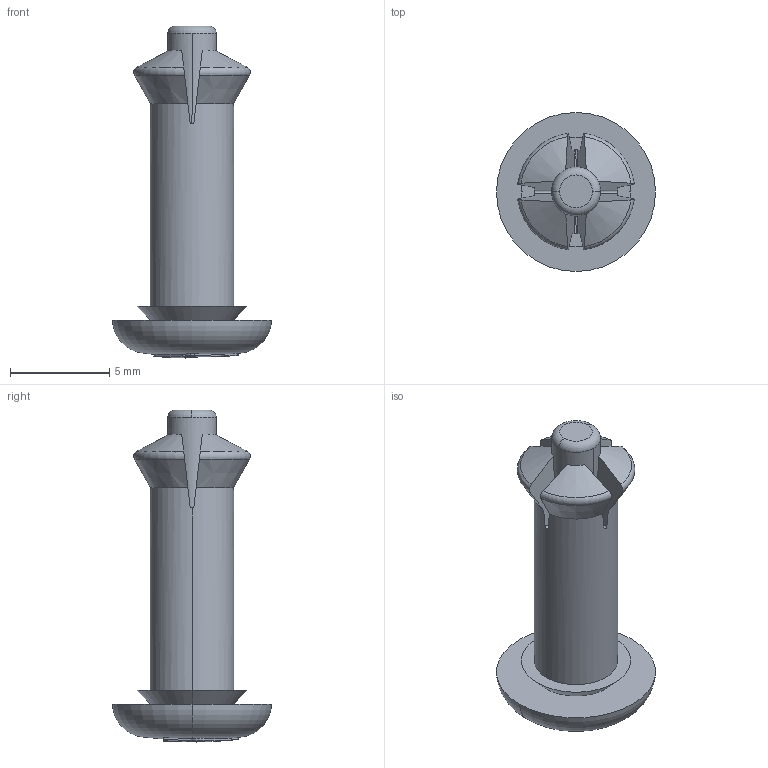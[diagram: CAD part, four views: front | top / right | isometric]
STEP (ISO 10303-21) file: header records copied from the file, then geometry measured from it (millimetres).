
FILE_DESCRIPTION (( 'STEP AP214' ), '1' );
FILE_NAME ('11-6120_New.STEP', '2025-11-27T17:36:42', ( '' ), ( '' ), 'SwSTEP 2.0', 'SolidWorks 2025', '' );
FILE_SCHEMA (( 'AUTOMOTIVE_DESIGN' ));
Length unit declared in the file: millimetre
Products named in the file (1): 11-6120_New
Bounding box: 8 x 8 x 16.7 mm (x, y, z)
Volume: 271.5 mm3; surface area: 370.1 mm2
Topology: 1 solids, 1 shells, 116 faces, 317 edges, 209 vertices
Faces by surface type: cylinder 32, plane 31, bspline 25, cone 10, sphere 10, torus 8
Entity records: 4601 total; most frequent: CARTESIAN_POINT 1986, ORIENTED_EDGE 634, DIRECTION 410, EDGE_CURVE 317, VERTEX_POINT 209, AXIS2_PLACEMENT_3D 169, B_SPLINE_CURVE_WITH_KNOTS 152, EDGE_LOOP 122
